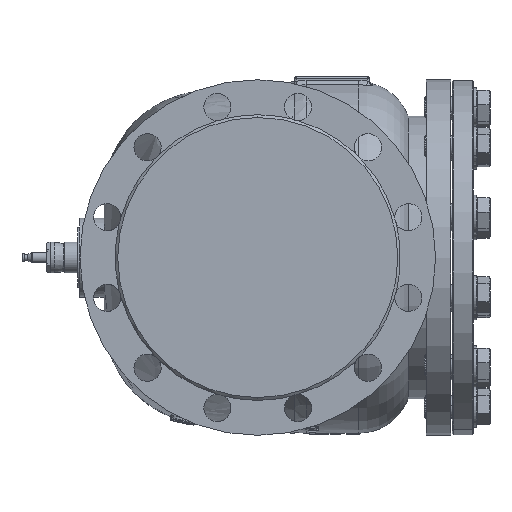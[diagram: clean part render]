
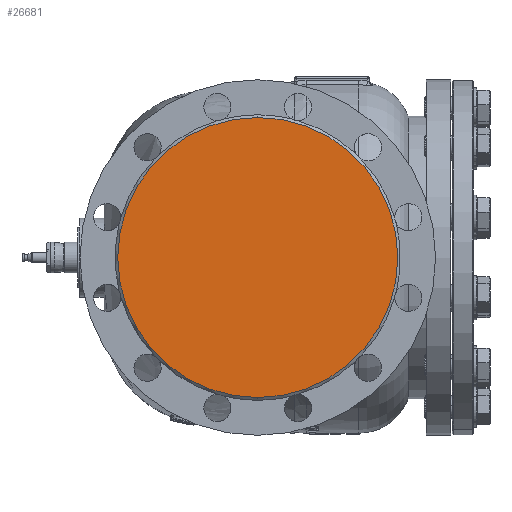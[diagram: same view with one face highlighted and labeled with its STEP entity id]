
A CAD part, left-side view. The second image highlights one B-rep face of the part: STEP entity #26681.
In plain terms, the highlighted planar face has unit normal (-1, 0, 0).
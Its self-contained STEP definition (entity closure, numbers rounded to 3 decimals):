
#2378 = PLANE ( 'NONE',  #30478 ) ;
#3233 = VERTEX_POINT ( 'NONE', #38444 ) ;
#5697 = DIRECTION ( 'NONE',  ( -1., 0., 0. ) ) ;
#8578 = EDGE_LOOP ( 'NONE', ( #23446, #17552 ) ) ;
#10998 = AXIS2_PLACEMENT_3D ( 'NONE', #40018, #25978, #33035 ) ;
#13424 = DIRECTION ( 'NONE',  ( 0., 0., 1. ) ) ;
#14947 = AXIS2_PLACEMENT_3D ( 'NONE', #41822, #27160, #30905 ) ;
#16915 = CARTESIAN_POINT ( 'NONE',  ( -296.372, 160., 0. ) ) ;
#17552 = ORIENTED_EDGE ( 'NONE', *, *, #22146, .F. ) ;
#21125 = EDGE_CURVE ( 'NONE', #41179, #3233, #33721, .T. ) ;
#22146 = EDGE_CURVE ( 'NONE', #3233, #41179, #32390, .T. ) ;
#23446 = ORIENTED_EDGE ( 'NONE', *, *, #21125, .F. ) ;
#25978 = DIRECTION ( 'NONE',  ( 1., 0., 0. ) ) ;
#26681 = ADVANCED_FACE ( 'NONE', ( #42709 ), #2378, .T. ) ;
#27160 = DIRECTION ( 'NONE',  ( 1., 0., 0. ) ) ;
#30478 = AXIS2_PLACEMENT_3D ( 'NONE', #16915, #5697, #13424 ) ;
#30905 = DIRECTION ( 'NONE',  ( 0., 0., -1. ) ) ;
#32390 = CIRCLE ( 'NONE', #14947, 159.5 ) ;
#33035 = DIRECTION ( 'NONE',  ( 0., 0., -1. ) ) ;
#33721 = CIRCLE ( 'NONE', #10998, 159.5 ) ;
#38444 = CARTESIAN_POINT ( 'NONE',  ( -296.372, 0.5, 159.5 ) ) ;
#40018 = CARTESIAN_POINT ( 'NONE',  ( -296.372, 0.5, 0. ) ) ;
#41179 = VERTEX_POINT ( 'NONE', #46561 ) ;
#41822 = CARTESIAN_POINT ( 'NONE',  ( -296.372, 0.5, 0. ) ) ;
#42709 = FACE_OUTER_BOUND ( 'NONE', #8578, .T. ) ;
#46561 = CARTESIAN_POINT ( 'NONE',  ( -296.372, 0.5, -159.5 ) ) ;
